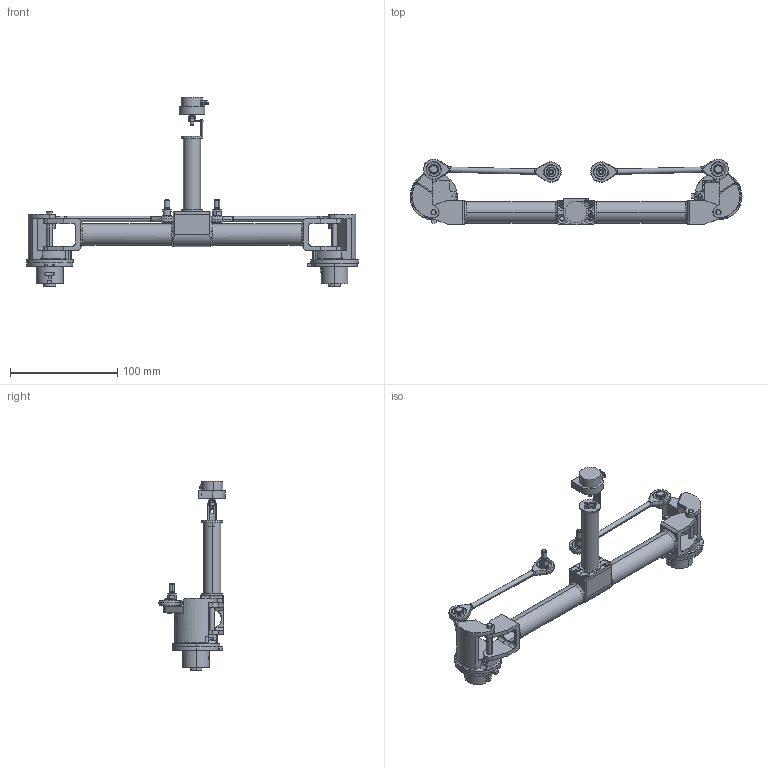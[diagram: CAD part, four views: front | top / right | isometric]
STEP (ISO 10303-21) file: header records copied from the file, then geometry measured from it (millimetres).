
FILE_DESCRIPTION (( 'STEP AP214' ), '1' );
FILE_NAME ('Right_axis.STEP', '2017-06-18T15:43:34', ( '' ), ( '' ), 'SwSTEP 2.0', 'SolidWorks 2017', '' );
FILE_SCHEMA (( 'AUTOMOTIVE_DESIGN' ));
Length unit declared in the file: millimetre
Products named in the file (12): Right_axis; 24; Transversal link; 13; WMD3 suspension block; WMD5 suspension block; 36; 8; 4; 2; CP5-21; 6
Assembly tree (13 placements, depth 2):
  Right_axis
    2
    4
    36
    6
    8
    13  x2
    24
    CP5-21
    Transversal link  x2
    WMD3 suspension block
    WMD5 suspension block
Bounding box: 309 x 61.5 x 176.5 mm (x, y, z)
Volume: 100773.9 mm3; surface area: 90751.7 mm2
Topology: 13 solids, 17 shells, 1197 faces, 3001 edges, 1858 vertices
Faces by surface type: cylinder 455, plane 384, cone 208, torus 78, bspline 44, sphere 28
Entity records: 35965 total; most frequent: CARTESIAN_POINT 8692, DIRECTION 5902, ORIENTED_EDGE 5448, EDGE_CURVE 2724, AXIS2_PLACEMENT_3D 2339, VERTEX_POINT 1712, EDGE_LOOP 1270, CIRCLE 1267
